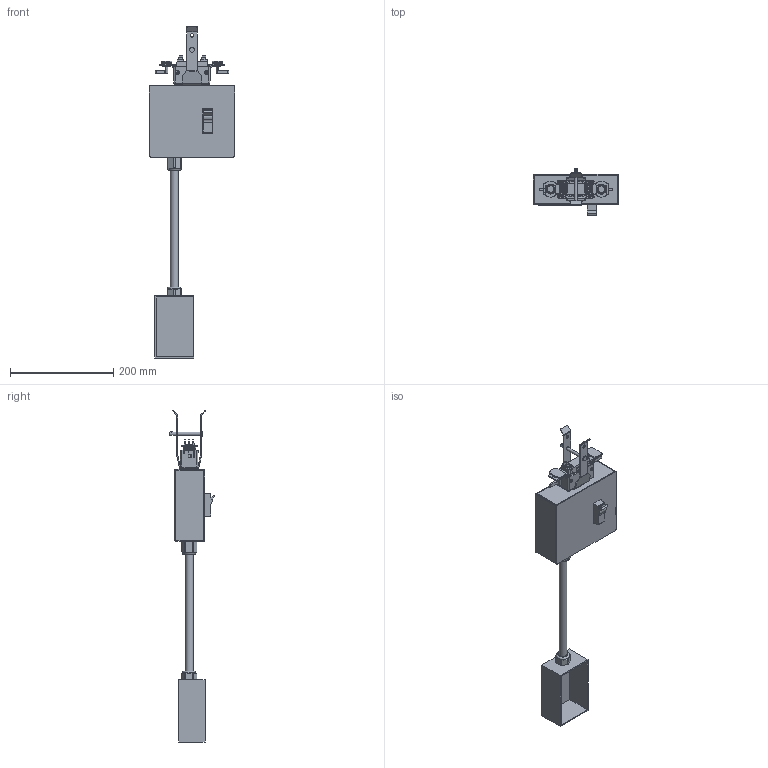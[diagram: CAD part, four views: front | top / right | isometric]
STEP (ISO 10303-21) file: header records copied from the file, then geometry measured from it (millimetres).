
FILE_DESCRIPTION(/* description */ (''),/* implementation_level */ '2;1');
FILE_NAME(/* name */ 'busSTRUTDrop_MD40-3-240-CBXX-DC-XX-DO-(F).stp',/* time_stamp */ '2024-12-02T21:36:27+02:00',/* author */ ('fkris'),/* organization */ (''),/* preprocessor_version */ 'ST-DEVELOPER v18.1',/* originating_system */ 'Autodesk Inventor 2021',/* authorisation */ '');
FILE_SCHEMA (('AUTOMOTIVE_DESIGN { 1 0 10303 214 3 1 1 }'));
Length unit declared in the file: foot
Products named in the file (41): busSTRUTDrop_MD40-3-240-CBXX-DC-XX-DO-(F)-3DView-View1; busSTRUTDrop_MD40-3-240-CBXX-DC-XX-DO-(F)-3DView-View1_1_1; busSTRUTDrop_MD40-3-240-CBXX-DC-XX-DO-(F)-3DView-View1_1; busSTRUTDrop_MD40-3-240-CBXX-DC-XX-DO-(F)-3DView-View1_1_2; busSTRUTDrop_MD40-3-240-CBXX-DC-XX-DO-(F)-3DView-View1_2; busSTRUTDrop_MD40-3-240-CBXX-DC-XX-DO-(F)-3DView-View1_3; busSTRUTDrop_MD40-3-240-CBXX-DC-XX-DO-(F)-3DView-View1_4; busSTRUTDrop_MD40-3-240-CBXX-DC-XX-DO-(F)-3DView-View1_5; busSTRUTDrop_MD40-3-240-CBXX-DC-XX-DO-(F)-3DView-View1_6; busSTRUTDrop_MD40-3-240-CBXX-DC-XX-DO-(F)-3DView-View1_7; busSTRUTDrop_MD40-3-240-CBXX-DC-XX-DO-(F)-3DView-View1_8; busSTRUTDrop_MD40-3-240-CBXX-DC-XX-DO-(F)-3DView-View1_9; busSTRUTDrop_MD40-3-240-CBXX-DC-XX-DO-(F)-3DView-View1_10; busSTRUTDrop_MD40-3-240-CBXX-DC-XX-DO-(F)-3DView-View1_11; busSTRUTDrop_MD40-3-240-CBXX-DC-XX-DO-(F)-3DView-View1_12; busSTRUTDrop_MD40-3-240-CBXX-DC-XX-DO-(F)-3DView-View1_13; busSTRUTDrop_MD40-3-240-CBXX-DC-XX-DO-(F)-3DView-View1_14; busSTRUTDrop_MD40-3-240-CBXX-DC-XX-DO-(F)-3DView-View1_15; busSTRUTDrop_MD40-3-240-CBXX-DC-XX-DO-(F)-3DView-View1_16; busSTRUTDrop_MD40-3-240-CBXX-DC-XX-DO-(F)-3DView-View1_17; busSTRUTDrop_MD40-3-240-CBXX-DC-XX-DO-(F)-3DView-View1_18; busSTRUTDrop_MD40-3-240-CBXX-DC-XX-DO-(F)-3DView-View1_19; busSTRUTDrop_MD40-3-240-CBXX-DC-XX-DO-(F)-3DView-View1_20; busSTRUTDrop_MD40-3-240-CBXX-DC-XX-DO-(F)-3DView-View1_21; busSTRUTDrop_MD40-3-240-CBXX-DC-XX-DO-(F)-3DView-View1_22; busSTRUTDrop_MD40-3-240-CBXX-DC-XX-DO-(F)-3DView-View1_23; busSTRUTDrop_MD40-3-240-CBXX-DC-XX-DO-(F)-3DView-View1_24; busSTRUTDrop_MD40-3-240-CBXX-DC-XX-DO-(F)-3DView-View1_25; busSTRUTDrop_MD40-3-240-CBXX-DC-XX-DO-(F)-3DView-View1_26; busSTRUTDrop_MD40-3-240-CBXX-DC-XX-DO-(F)-3DView-View1_27; busSTRUTDrop_MD40-3-240-CBXX-DC-XX-DO-(F)-3DView-View1_28; busSTRUTDrop_MD40-3-240-CBXX-DC-XX-DO-(F)-3DView-View1_29; busSTRUTDrop_MD40-3-240-CBXX-DC-XX-DO-(F)-3DView-View1_30; busSTRUTDrop_MD40-3-240-CBXX-DC-XX-DO-(F)-3DView-View1_31; busSTRUTDrop_MD40-3-240-CBXX-DC-XX-DO-(F)-3DView-View1_32; busSTRUTDrop_MD40-3-240-CBXX-DC-XX-DO-(F)-3DView-View1_33; busSTRUTDrop_MD40-3-240-CBXX-DC-XX-DO-(F)-3DView-View1_34; busSTRUTDrop_MD40-3-240-CBXX-DC-XX-DO-(F)-3DView-View1_35; busSTRUTDrop_MD40-3-240-CBXX-DC-XX-DO-(F)-3DView-View1_36; busSTRUTDrop_MD40-3-240-CBXX-DC-XX-DO-(F)-3DView-View1_37 ...
Assembly tree (40 placements, depth 2):
  busSTRUTDrop_MD40-3-240-CBXX-DC-XX-DO-(F)-3DView-View1
    busSTRUTDrop_MD40-3-240-CBXX-DC-XX-DO-(F)-3DView-View1_1_1
    busSTRUTDrop_MD40-3-240-CBXX-DC-XX-DO-(F)-3DView-View1_1
    busSTRUTDrop_MD40-3-240-CBXX-DC-XX-DO-(F)-3DView-View1_1_2
    busSTRUTDrop_MD40-3-240-CBXX-DC-XX-DO-(F)-3DView-View1_2
    busSTRUTDrop_MD40-3-240-CBXX-DC-XX-DO-(F)-3DView-View1_3
    busSTRUTDrop_MD40-3-240-CBXX-DC-XX-DO-(F)-3DView-View1_4
    busSTRUTDrop_MD40-3-240-CBXX-DC-XX-DO-(F)-3DView-View1_5
    busSTRUTDrop_MD40-3-240-CBXX-DC-XX-DO-(F)-3DView-View1_6
    busSTRUTDrop_MD40-3-240-CBXX-DC-XX-DO-(F)-3DView-View1_7
    busSTRUTDrop_MD40-3-240-CBXX-DC-XX-DO-(F)-3DView-View1_8
    busSTRUTDrop_MD40-3-240-CBXX-DC-XX-DO-(F)-3DView-View1_9
    busSTRUTDrop_MD40-3-240-CBXX-DC-XX-DO-(F)-3DView-View1_10
    busSTRUTDrop_MD40-3-240-CBXX-DC-XX-DO-(F)-3DView-View1_11
    busSTRUTDrop_MD40-3-240-CBXX-DC-XX-DO-(F)-3DView-View1_12
    busSTRUTDrop_MD40-3-240-CBXX-DC-XX-DO-(F)-3DView-View1_13
    busSTRUTDrop_MD40-3-240-CBXX-DC-XX-DO-(F)-3DView-View1_14
    busSTRUTDrop_MD40-3-240-CBXX-DC-XX-DO-(F)-3DView-View1_15
    busSTRUTDrop_MD40-3-240-CBXX-DC-XX-DO-(F)-3DView-View1_16
    busSTRUTDrop_MD40-3-240-CBXX-DC-XX-DO-(F)-3DView-View1_17
    busSTRUTDrop_MD40-3-240-CBXX-DC-XX-DO-(F)-3DView-View1_18
    busSTRUTDrop_MD40-3-240-CBXX-DC-XX-DO-(F)-3DView-View1_19
    busSTRUTDrop_MD40-3-240-CBXX-DC-XX-DO-(F)-3DView-View1_20
    busSTRUTDrop_MD40-3-240-CBXX-DC-XX-DO-(F)-3DView-View1_21
    busSTRUTDrop_MD40-3-240-CBXX-DC-XX-DO-(F)-3DView-View1_22
    busSTRUTDrop_MD40-3-240-CBXX-DC-XX-DO-(F)-3DView-View1_23
    busSTRUTDrop_MD40-3-240-CBXX-DC-XX-DO-(F)-3DView-View1_24
    busSTRUTDrop_MD40-3-240-CBXX-DC-XX-DO-(F)-3DView-View1_25
    busSTRUTDrop_MD40-3-240-CBXX-DC-XX-DO-(F)-3DView-View1_26
    busSTRUTDrop_MD40-3-240-CBXX-DC-XX-DO-(F)-3DView-View1_27
    busSTRUTDrop_MD40-3-240-CBXX-DC-XX-DO-(F)-3DView-View1_28
    busSTRUTDrop_MD40-3-240-CBXX-DC-XX-DO-(F)-3DView-View1_29
    busSTRUTDrop_MD40-3-240-CBXX-DC-XX-DO-(F)-3DView-View1_30
    busSTRUTDrop_MD40-3-240-CBXX-DC-XX-DO-(F)-3DView-View1_31
    busSTRUTDrop_MD40-3-240-CBXX-DC-XX-DO-(F)-3DView-View1_32
    busSTRUTDrop_MD40-3-240-CBXX-DC-XX-DO-(F)-3DView-View1_33
    busSTRUTDrop_MD40-3-240-CBXX-DC-XX-DO-(F)-3DView-View1_34
    busSTRUTDrop_MD40-3-240-CBXX-DC-XX-DO-(F)-3DView-View1_35
    busSTRUTDrop_MD40-3-240-CBXX-DC-XX-DO-(F)-3DView-View1_36
    busSTRUTDrop_MD40-3-240-CBXX-DC-XX-DO-(F)-3DView-View1_37
    busSTRUTDrop_MD40-3-240-CBXX-DC-XX-DO-(F)-3DView-View1_38
Bounding box: 165.06 x 89.1 x 644.56 mm (x, y, z)
Volume: 379331.4 mm3; surface area: 325317.9 mm2
Topology: 44 solids, 62 shells, 1203 faces, 2673 edges, 1552 vertices
Faces by surface type: plane 663, cylinder 346, cone 134, bspline 47, torus 7, sphere 6
Full cylindrical faces by diameter (mm): 3.048 x4, 4.166 x4, 6.299 x1, 6.731 x4, 8.052 x2, 9.525 x1, 12 x2, 12.7 x2, 14 x2, 15.113 x1, 15.331 x2, 17.7 x2, 19.395 x2, 20.796 x2, 20.828 x1, 22.225 x1
Entity records: 37714 total; most frequent: CARTESIAN_POINT 9916, DIRECTION 5455, ORIENTED_EDGE 5176, EDGE_CURVE 2598, LINE 1961, VECTOR 1961, AXIS2_PLACEMENT_3D 1747, VERTEX_POINT 1520
